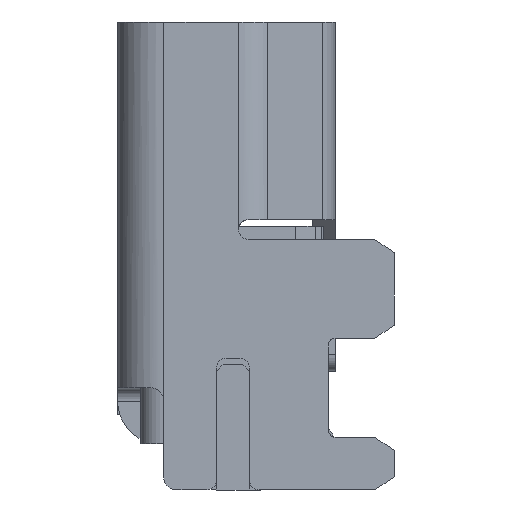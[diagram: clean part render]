
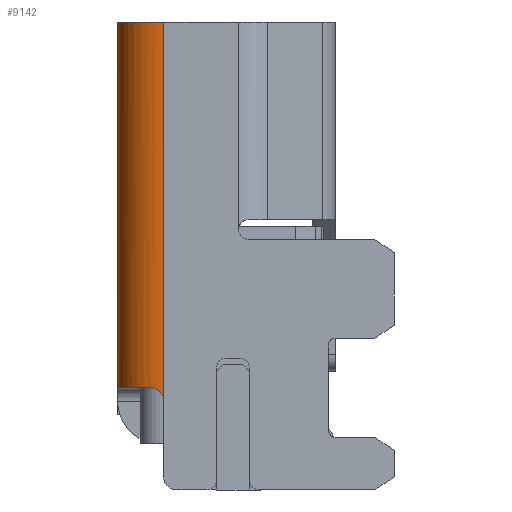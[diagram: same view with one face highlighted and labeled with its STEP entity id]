
A CAD part, left-side view. The second image highlights one B-rep face of the part: STEP entity #9142.
In plain terms, the highlighted cylindrical face has radius 0.7 mm (diameter 1.4 mm), a partial arc.
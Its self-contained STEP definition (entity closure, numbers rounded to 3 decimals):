
#978 = CARTESIAN_POINT ( 'NONE',  ( -5.571, 2.8, -1.5 ) ) ;
#1290 = EDGE_CURVE ( 'NONE', #2898, #12305, #2055, .T. ) ;
#2055 = CIRCLE ( 'NONE', #13882, 0.7 ) ;
#2898 = VERTEX_POINT ( 'NONE', #13802 ) ;
#3572 = CARTESIAN_POINT ( 'NONE',  ( -4.9, 2.6, 4.05 ) ) ;
#3624 = ORIENTED_EDGE ( 'NONE', *, *, #18580, .T. ) ;
#4293 = CARTESIAN_POINT ( 'NONE',  ( -4.9, 2.6, -3.05 ) ) ;
#5964 = ORIENTED_EDGE ( 'NONE', *, *, #16003, .F. ) ;
#6465 = DIRECTION ( 'NONE',  ( 0., 0., 1. ) ) ;
#6948 = B_SPLINE_CURVE_WITH_KNOTS ( 'NONE', 3,
 ( #14575, #12661, #20483, #17240, #7666, #20981 ),
 .UNSPECIFIED., .F., .F.,
 ( 4, 2, 4 ),
 ( 0., 0., 0. ),
 .UNSPECIFIED. ) ;
#6960 = LINE ( 'NONE', #7464, #19921 ) ;
#7464 = CARTESIAN_POINT ( 'NONE',  ( -4.9, 3.3, -3.05 ) ) ;
#7666 = CARTESIAN_POINT ( 'NONE',  ( -5.586, 2.749, -1.5 ) ) ;
#7733 = ORIENTED_EDGE ( 'NONE', *, *, #11127, .F. ) ;
#8122 = DIRECTION ( 'NONE',  ( -1., 0., 0. ) ) ;
#8620 = VERTEX_POINT ( 'NONE', #16963 ) ;
#9026 = VERTEX_POINT ( 'NONE', #23112 ) ;
#9142 = ADVANCED_FACE ( 'NONE', ( #9767 ), #15904, .T. ) ;
#9295 = DIRECTION ( 'NONE',  ( -1., 0., 0. ) ) ;
#9767 = FACE_OUTER_BOUND ( 'NONE', #17718, .T. ) ;
#11127 = EDGE_CURVE ( 'NONE', #2898, #12959, #6960, .T. ) ;
#11195 = DIRECTION ( 'NONE',  ( 0., 0., 1. ) ) ;
#11897 = ORIENTED_EDGE ( 'NONE', *, *, #1290, .T. ) ;
#11955 = CARTESIAN_POINT ( 'NONE',  ( -4.9, 2.6, -1.5 ) ) ;
#12305 = VERTEX_POINT ( 'NONE', #978 ) ;
#12661 = CARTESIAN_POINT ( 'NONE',  ( -5.6, 2.6, -1.647 ) ) ;
#12959 = VERTEX_POINT ( 'NONE', #20106 ) ;
#12985 = CARTESIAN_POINT ( 'NONE',  ( -5.6, 2.6, -3.05 ) ) ;
#13079 = DIRECTION ( 'NONE',  ( 0., 0., 1. ) ) ;
#13254 = CIRCLE ( 'NONE', #17337, 0.7 ) ;
#13802 = CARTESIAN_POINT ( 'NONE',  ( -4.9, 3.3, -1.5 ) ) ;
#13882 = AXIS2_PLACEMENT_3D ( 'NONE', #11955, #6465, #8122 ) ;
#14575 = CARTESIAN_POINT ( 'NONE',  ( -5.6, 2.6, -1.7 ) ) ;
#15641 = DIRECTION ( 'NONE',  ( 0., 0., 1. ) ) ;
#15722 = VECTOR ( 'NONE', #11195, 1000. ) ;
#15904 = CYLINDRICAL_SURFACE ( 'NONE', #24769, 0.7 ) ;
#16003 = EDGE_CURVE ( 'NONE', #8620, #12305, #6948, .T. ) ;
#16963 = CARTESIAN_POINT ( 'NONE',  ( -5.6, 2.6, -1.7 ) ) ;
#17194 = LINE ( 'NONE', #12985, #15722 ) ;
#17240 = CARTESIAN_POINT ( 'NONE',  ( -5.594, 2.697, -1.521 ) ) ;
#17337 = AXIS2_PLACEMENT_3D ( 'NONE', #3572, #20957, #9295 ) ;
#17718 = EDGE_LOOP ( 'NONE', ( #11897, #5964, #25098, #3624, #7733 ) ) ;
#18580 = EDGE_CURVE ( 'NONE', #9026, #12959, #13254, .T. ) ;
#19895 = EDGE_CURVE ( 'NONE', #8620, #9026, #17194, .T. ) ;
#19921 = VECTOR ( 'NONE', #13079, 1000. ) ;
#20106 = CARTESIAN_POINT ( 'NONE',  ( -4.9, 3.3, 4.05 ) ) ;
#20483 = CARTESIAN_POINT ( 'NONE',  ( -5.601, 2.622, -1.595 ) ) ;
#20957 = DIRECTION ( 'NONE',  ( 0., 0., -1. ) ) ;
#20981 = CARTESIAN_POINT ( 'NONE',  ( -5.571, 2.8, -1.5 ) ) ;
#21568 = DIRECTION ( 'NONE',  ( -1., 0., 0. ) ) ;
#23112 = CARTESIAN_POINT ( 'NONE',  ( -5.6, 2.6, 4.05 ) ) ;
#24769 = AXIS2_PLACEMENT_3D ( 'NONE', #4293, #15641, #21568 ) ;
#25098 = ORIENTED_EDGE ( 'NONE', *, *, #19895, .T. ) ;
